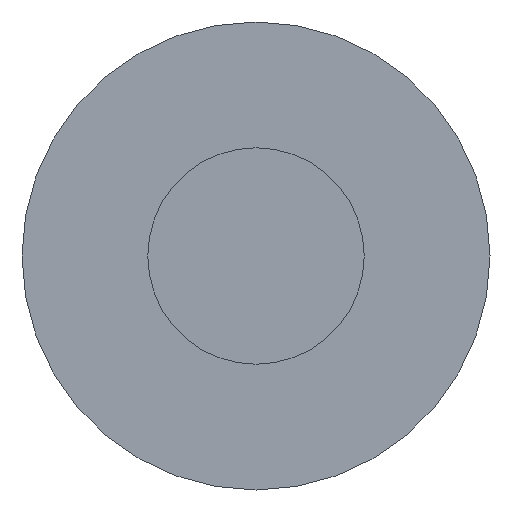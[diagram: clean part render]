
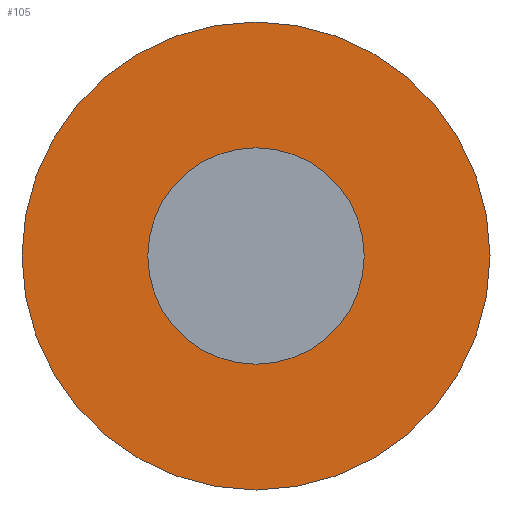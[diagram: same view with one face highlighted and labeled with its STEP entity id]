
A CAD part, left-side view. The second image highlights one B-rep face of the part: STEP entity #105.
In plain terms, the highlighted planar face has unit normal (-1, 0, 0).
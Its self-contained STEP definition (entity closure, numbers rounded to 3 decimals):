
#16=FACE_BOUND('',#46,.T.);
#36=FACE_OUTER_BOUND('',#45,.T.);
#45=EDGE_LOOP('',(#92));
#46=EDGE_LOOP('',(#93));
#51=CIRCLE('',#129,4.);
#53=CIRCLE('',#133,1.85);
#58=VERTEX_POINT('',#187);
#60=VERTEX_POINT('',#194);
#67=EDGE_CURVE('',#58,#58,#51,.T.);
#70=EDGE_CURVE('',#60,#60,#53,.T.);
#92=ORIENTED_EDGE('',*,*,#67,.F.);
#93=ORIENTED_EDGE('',*,*,#70,.T.);
#97=PLANE('',#134);
#105=ADVANCED_FACE('',(#36,#16),#97,.F.);
#129=AXIS2_PLACEMENT_3D('',#188,#157,#158);
#133=AXIS2_PLACEMENT_3D('',#195,#166,#167);
#134=AXIS2_PLACEMENT_3D('',#197,#169,#170);
#157=DIRECTION('center_axis',(1.,0.,0.));
#158=DIRECTION('ref_axis',(0.,0.,-1.));
#166=DIRECTION('center_axis',(1.,0.,0.));
#167=DIRECTION('ref_axis',(0.,0.,-1.));
#169=DIRECTION('center_axis',(1.,0.,0.));
#170=DIRECTION('ref_axis',(0.,0.,-1.));
#187=CARTESIAN_POINT('',(42.757,5.15,-53.577));
#188=CARTESIAN_POINT('Origin',(42.757,5.15,-57.577));
#194=CARTESIAN_POINT('',(42.757,5.15,-55.727));
#195=CARTESIAN_POINT('Origin',(42.757,5.15,-57.577));
#197=CARTESIAN_POINT('Origin',(42.757,5.15,-57.577));
